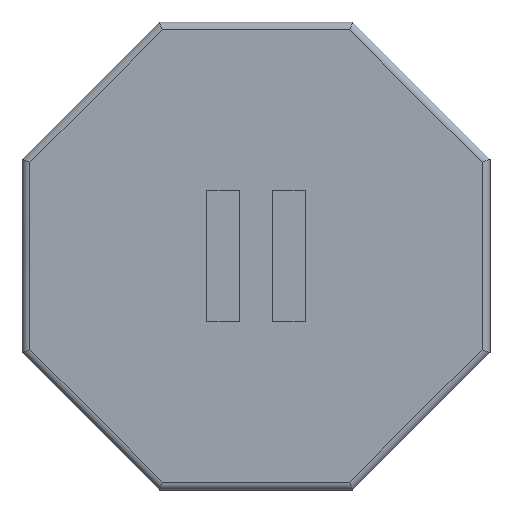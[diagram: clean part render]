
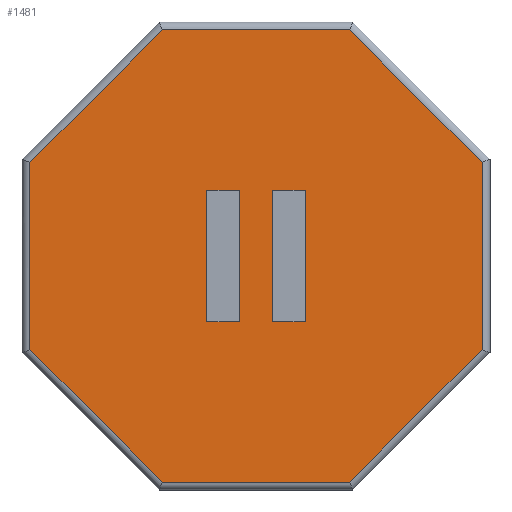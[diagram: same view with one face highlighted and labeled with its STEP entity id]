
A CAD part, front view. The second image highlights one B-rep face of the part: STEP entity #1481.
In plain terms, the highlighted planar face has unit normal (0, -1, 0).
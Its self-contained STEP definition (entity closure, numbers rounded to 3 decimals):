
#35=FACE_BOUND('',#241,.T.);
#36=FACE_BOUND('',#242,.T.);
#78=PLANE('',#1599);
#151=FACE_OUTER_BOUND('',#240,.T.);
#240=EDGE_LOOP('',(#1196,#1197,#1198,#1199,#1200,#1201,#1202,#1203));
#241=EDGE_LOOP('',(#1204,#1205,#1206,#1207));
#242=EDGE_LOOP('',(#1208,#1209,#1210,#1211));
#378=LINE('',#2238,#559);
#380=LINE('',#2246,#561);
#383=LINE('',#2257,#564);
#384=LINE('',#2260,#565);
#387=LINE('',#2266,#568);
#389=LINE('',#2272,#570);
#391=LINE('',#2278,#572);
#393=LINE('',#2282,#574);
#403=LINE('',#2304,#584);
#404=LINE('',#2306,#585);
#405=LINE('',#2308,#586);
#406=LINE('',#2309,#587);
#407=LINE('',#2312,#588);
#408=LINE('',#2314,#589);
#409=LINE('',#2316,#590);
#410=LINE('',#2317,#591);
#559=VECTOR('',#1805,10.);
#561=VECTOR('',#1813,10.);
#564=VECTOR('',#1822,10.);
#565=VECTOR('',#1827,10.);
#568=VECTOR('',#1832,10.);
#570=VECTOR('',#1838,10.);
#572=VECTOR('',#1844,10.);
#574=VECTOR('',#1850,10.);
#584=VECTOR('',#1870,10.);
#585=VECTOR('',#1871,10.);
#586=VECTOR('',#1872,10.);
#587=VECTOR('',#1873,10.);
#588=VECTOR('',#1874,10.);
#589=VECTOR('',#1875,10.);
#590=VECTOR('',#1876,10.);
#591=VECTOR('',#1877,10.);
#727=VERTEX_POINT('',#2236);
#728=VERTEX_POINT('',#2237);
#731=VERTEX_POINT('',#2245);
#735=VERTEX_POINT('',#2254);
#736=VERTEX_POINT('',#2256);
#738=VERTEX_POINT('',#2265);
#740=VERTEX_POINT('',#2271);
#742=VERTEX_POINT('',#2277);
#748=VERTEX_POINT('',#2302);
#749=VERTEX_POINT('',#2303);
#750=VERTEX_POINT('',#2305);
#751=VERTEX_POINT('',#2307);
#752=VERTEX_POINT('',#2310);
#753=VERTEX_POINT('',#2311);
#754=VERTEX_POINT('',#2313);
#755=VERTEX_POINT('',#2315);
#882=EDGE_CURVE('',#727,#728,#378,.T.);
#886=EDGE_CURVE('',#728,#731,#380,.T.);
#891=EDGE_CURVE('',#735,#736,#383,.T.);
#893=EDGE_CURVE('',#731,#735,#384,.T.);
#896=EDGE_CURVE('',#736,#738,#387,.T.);
#899=EDGE_CURVE('',#738,#740,#389,.T.);
#902=EDGE_CURVE('',#740,#742,#391,.T.);
#905=EDGE_CURVE('',#742,#727,#393,.T.);
#915=EDGE_CURVE('',#748,#749,#403,.T.);
#916=EDGE_CURVE('',#749,#750,#404,.T.);
#917=EDGE_CURVE('',#750,#751,#405,.T.);
#918=EDGE_CURVE('',#751,#748,#406,.T.);
#919=EDGE_CURVE('',#752,#753,#407,.T.);
#920=EDGE_CURVE('',#753,#754,#408,.T.);
#921=EDGE_CURVE('',#754,#755,#409,.T.);
#922=EDGE_CURVE('',#755,#752,#410,.T.);
#1196=ORIENTED_EDGE('',*,*,#891,.F.);
#1197=ORIENTED_EDGE('',*,*,#893,.F.);
#1198=ORIENTED_EDGE('',*,*,#886,.F.);
#1199=ORIENTED_EDGE('',*,*,#882,.F.);
#1200=ORIENTED_EDGE('',*,*,#905,.F.);
#1201=ORIENTED_EDGE('',*,*,#902,.F.);
#1202=ORIENTED_EDGE('',*,*,#899,.F.);
#1203=ORIENTED_EDGE('',*,*,#896,.F.);
#1204=ORIENTED_EDGE('',*,*,#915,.T.);
#1205=ORIENTED_EDGE('',*,*,#916,.T.);
#1206=ORIENTED_EDGE('',*,*,#917,.T.);
#1207=ORIENTED_EDGE('',*,*,#918,.T.);
#1208=ORIENTED_EDGE('',*,*,#919,.T.);
#1209=ORIENTED_EDGE('',*,*,#920,.T.);
#1210=ORIENTED_EDGE('',*,*,#921,.T.);
#1211=ORIENTED_EDGE('',*,*,#922,.T.);
#1481=ADVANCED_FACE('',(#151,#35,#36),#78,.F.);
#1599=AXIS2_PLACEMENT_3D('',#2301,#1868,#1869);
#1805=DIRECTION('',(-1.,0.,0.));
#1813=DIRECTION('',(-0.707,0.,0.707));
#1822=DIRECTION('',(0.707,0.,0.707));
#1827=DIRECTION('',(0.,0.,1.));
#1832=DIRECTION('',(1.,0.,0.));
#1838=DIRECTION('',(0.707,0.,-0.707));
#1844=DIRECTION('',(0.,0.,-1.));
#1850=DIRECTION('',(-0.707,0.,-0.707));
#1868=DIRECTION('center_axis',(0.,1.,0.));
#1869=DIRECTION('ref_axis',(0.,0.,1.));
#1870=DIRECTION('',(1.,0.,0.));
#1871=DIRECTION('',(0.,0.,-1.));
#1872=DIRECTION('',(-1.,0.,0.));
#1873=DIRECTION('',(0.,0.,1.));
#1874=DIRECTION('',(1.,0.,0.));
#1875=DIRECTION('',(0.,0.,-1.));
#1876=DIRECTION('',(-1.,0.,0.));
#1877=DIRECTION('',(0.,0.,1.));
#2236=CARTESIAN_POINT('',(14.246,0.,-34.392));
#2237=CARTESIAN_POINT('',(-14.246,0.,-34.392));
#2238=CARTESIAN_POINT('',(7.371,0.,-34.392));
#2245=CARTESIAN_POINT('',(-34.392,0.,-14.246));
#2246=CARTESIAN_POINT('',(-19.106,0.,-29.531));
#2254=CARTESIAN_POINT('',(-34.392,0.,14.246));
#2256=CARTESIAN_POINT('',(-14.246,0.,34.392));
#2257=CARTESIAN_POINT('',(-29.531,0.,19.106));
#2260=CARTESIAN_POINT('',(-34.392,0.,-7.371));
#2265=CARTESIAN_POINT('',(14.246,0.,34.392));
#2266=CARTESIAN_POINT('',(-7.371,0.,34.392));
#2271=CARTESIAN_POINT('',(34.392,0.,14.246));
#2272=CARTESIAN_POINT('',(19.106,0.,29.531));
#2277=CARTESIAN_POINT('',(34.392,0.,-14.246));
#2278=CARTESIAN_POINT('',(34.392,0.,7.371));
#2282=CARTESIAN_POINT('',(29.531,0.,-19.106));
#2301=CARTESIAN_POINT('Origin',(0.,0.,0.));
#2302=CARTESIAN_POINT('',(2.5,0.,10.));
#2303=CARTESIAN_POINT('',(7.5,0.,10.));
#2304=CARTESIAN_POINT('',(3.75,0.,10.));
#2305=CARTESIAN_POINT('',(7.5,0.,-10.));
#2306=CARTESIAN_POINT('',(7.5,0.,-5.));
#2307=CARTESIAN_POINT('',(2.5,0.,-10.));
#2308=CARTESIAN_POINT('',(1.25,0.,-10.));
#2309=CARTESIAN_POINT('',(2.5,0.,5.));
#2310=CARTESIAN_POINT('',(-7.5,0.,10.));
#2311=CARTESIAN_POINT('',(-2.5,0.,10.));
#2312=CARTESIAN_POINT('',(-1.25,0.,10.));
#2313=CARTESIAN_POINT('',(-2.5,0.,-10.));
#2314=CARTESIAN_POINT('',(-2.5,0.,-5.));
#2315=CARTESIAN_POINT('',(-7.5,0.,-10.));
#2316=CARTESIAN_POINT('',(-3.75,0.,-10.));
#2317=CARTESIAN_POINT('',(-7.5,0.,5.));
